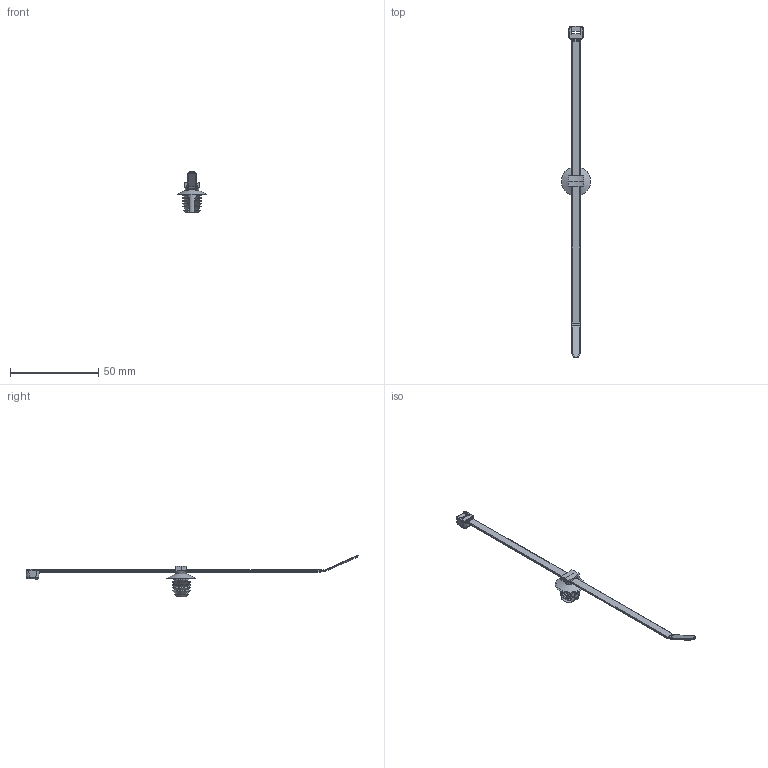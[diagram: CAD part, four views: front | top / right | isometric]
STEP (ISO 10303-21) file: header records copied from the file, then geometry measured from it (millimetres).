
FILE_DESCRIPTION(/* description */ (''),/* implementation_level */ '2;1');
FILE_NAME(/* name */ 'PUM-100-2S.stp',/* time_stamp */ '2023-06-21T15:21:19-05:00',/* author */ (''),/* organization */ (''),/* preprocessor_version */ 'ST-DEVELOPER v16.7',/* originating_system */ 'SIEMENS PLM Software NX 1926',/* authorisation */ '');
FILE_SCHEMA (('AP203_CONFIGURATION_CONTROLLED_3D_DESIGN_OF_MECHANICAL_PARTS_AND_ASSEMBLIES_MIM_LF { 1 0 10303 403 2 1 2}'));
Length unit declared in the file: inch
Products named in the file (1): bdk4D50FEA5ltjm
Bounding box: 16.5 x 187.94 x 23.3 mm (x, y, z)
Volume: 1852 mm3; surface area: 3867.1 mm2
Topology: 2 solids, 2 shells, 280 faces, 714 edges, 438 vertices
Faces by surface type: plane 113, cylinder 71, bspline 45, cone 25, torus 19, sphere 4, extrusion 3
Full cylindrical faces by diameter (mm): 5 x1
Entity records: 9074 total; most frequent: CARTESIAN_POINT 2622, ORIENTED_EDGE 1378, DIRECTION 1264, EDGE_CURVE 689, AXIS2_PLACEMENT_3D 474, VERTEX_POINT 426, VECTOR 316, LINE 313
